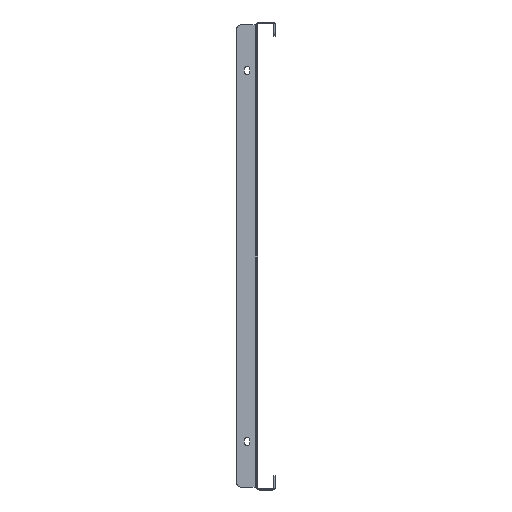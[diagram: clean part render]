
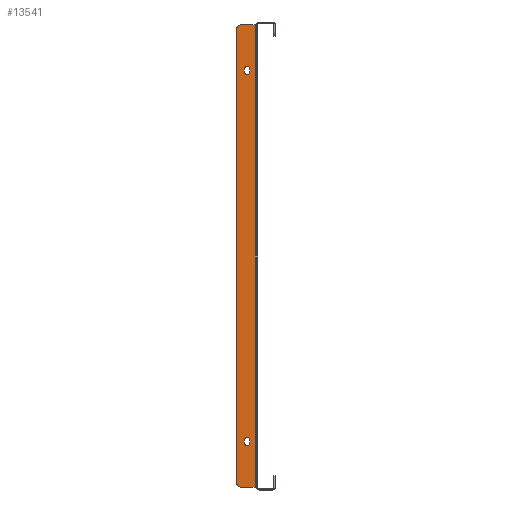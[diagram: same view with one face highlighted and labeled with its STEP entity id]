
A CAD part, left-side view. The second image highlights one B-rep face of the part: STEP entity #13541.
In plain terms, the highlighted planar face has unit normal (-1, 0, 0).
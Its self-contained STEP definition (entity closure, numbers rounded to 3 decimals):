
#35 = ORIENTED_EDGE ( 'NONE', *, *, #17022, .F. ) ;
#707 = EDGE_LOOP ( 'NONE', ( #35, #1783, #1896, #5114, #22701, #25213 ) ) ;
#731 = VERTEX_POINT ( 'NONE', #18165 ) ;
#1382 = ORIENTED_EDGE ( 'NONE', *, *, #4126, .F. ) ;
#1783 = ORIENTED_EDGE ( 'NONE', *, *, #25549, .T. ) ;
#1896 = ORIENTED_EDGE ( 'NONE', *, *, #34105, .F. ) ;
#2278 = CARTESIAN_POINT ( 'NONE',  ( -546., 0., 245.5 ) ) ;
#2513 = CARTESIAN_POINT ( 'NONE',  ( -546., 16., -245.5 ) ) ;
#2635 = DIRECTION ( 'NONE',  ( 0., -1., 0. ) ) ;
#2762 = CARTESIAN_POINT ( 'NONE',  ( -546., 21., -245.5 ) ) ;
#4020 = CARTESIAN_POINT ( 'NONE',  ( -546., 16., 245.5 ) ) ;
#4043 = VECTOR ( 'NONE', #5069, 1000. ) ;
#4126 = EDGE_CURVE ( 'NONE', #23594, #10418, #11396, .T. ) ;
#4624 = ORIENTED_EDGE ( 'NONE', *, *, #21681, .F. ) ;
#4710 = CARTESIAN_POINT ( 'NONE',  ( -546., 12.75, -195.25 ) ) ;
#4807 = EDGE_CURVE ( 'NONE', #10418, #9358, #18433, .T. ) ;
#5069 = DIRECTION ( 'NONE',  ( 0., 1., 0. ) ) ;
#5114 = ORIENTED_EDGE ( 'NONE', *, *, #9684, .T. ) ;
#5462 = VECTOR ( 'NONE', #23340, 1000. ) ;
#5672 = CARTESIAN_POINT ( 'NONE',  ( -546., 10., -195.25 ) ) ;
#5927 = VECTOR ( 'NONE', #17051, 1000. ) ;
#6080 = CARTESIAN_POINT ( 'NONE',  ( -546., 7.25, -198.75 ) ) ;
#6212 = CARTESIAN_POINT ( 'NONE',  ( -546., 12.75, -195.25 ) ) ;
#6321 = CARTESIAN_POINT ( 'NONE',  ( -546., 10., -198.75 ) ) ;
#6841 = CARTESIAN_POINT ( 'NONE',  ( -546., 10., 195.25 ) ) ;
#6850 = VECTOR ( 'NONE', #26599, 1000. ) ;
#7029 = CARTESIAN_POINT ( 'NONE',  ( -546., 7.25, 198.75 ) ) ;
#7108 = ORIENTED_EDGE ( 'NONE', *, *, #4807, .F. ) ;
#7226 = VERTEX_POINT ( 'NONE', #4020 ) ;
#7487 = VECTOR ( 'NONE', #10030, 1000. ) ;
#7505 = CARTESIAN_POINT ( 'NONE',  ( -546., 16., 240.5 ) ) ;
#7926 = EDGE_CURVE ( 'NONE', #22914, #31287, #13873, .T. ) ;
#8096 = LINE ( 'NONE', #2762, #4043 ) ;
#8878 = DIRECTION ( 'NONE',  ( 0., 1., 0. ) ) ;
#9036 = CARTESIAN_POINT ( 'NONE',  ( -546., 7.25, 195.25 ) ) ;
#9087 = CARTESIAN_POINT ( 'NONE',  ( -546., 1.5, 245.5 ) ) ;
#9358 = VERTEX_POINT ( 'NONE', #22935 ) ;
#9473 = DIRECTION ( 'NONE',  ( 0., 0., 1. ) ) ;
#9508 = EDGE_LOOP ( 'NONE', ( #4624, #12193, #10846, #14866 ) ) ;
#9519 = CARTESIAN_POINT ( 'NONE',  ( -546., 21., 245.5 ) ) ;
#9556 = VERTEX_POINT ( 'NONE', #6212 ) ;
#9684 = EDGE_CURVE ( 'NONE', #24172, #10713, #21941, .T. ) ;
#9685 = AXIS2_PLACEMENT_3D ( 'NONE', #21946, #32432, #2635 ) ;
#9855 = CIRCLE ( 'NONE', #12668, 5. ) ;
#10030 = DIRECTION ( 'NONE',  ( 0., 0., 1. ) ) ;
#10418 = VERTEX_POINT ( 'NONE', #6080 ) ;
#10713 = VERTEX_POINT ( 'NONE', #2513 ) ;
#10765 = AXIS2_PLACEMENT_3D ( 'NONE', #33611, #31931, #9473 ) ;
#10846 = ORIENTED_EDGE ( 'NONE', *, *, #33199, .F. ) ;
#11286 = VERTEX_POINT ( 'NONE', #19284 ) ;
#11396 = CIRCLE ( 'NONE', #15908, 2.75 ) ;
#11630 = EDGE_LOOP ( 'NONE', ( #29147, #7108, #1382, #17266 ) ) ;
#11647 = AXIS2_PLACEMENT_3D ( 'NONE', #5672, #14354, #8878 ) ;
#11941 = FACE_BOUND ( 'NONE', #11630, .T. ) ;
#12193 = ORIENTED_EDGE ( 'NONE', *, *, #18602, .F. ) ;
#12615 = VECTOR ( 'NONE', #17892, 1000. ) ;
#12668 = AXIS2_PLACEMENT_3D ( 'NONE', #7505, #15455, #14939 ) ;
#12851 = LINE ( 'NONE', #9519, #7487 ) ;
#12993 = CIRCLE ( 'NONE', #23847, 2.75 ) ;
#13089 = CARTESIAN_POINT ( 'NONE',  ( -546., 12.75, 195.25 ) ) ;
#13541 = ADVANCED_FACE ( 'NONE', ( #23759, #11941, #21103 ), #22772, .T. ) ;
#13660 = VERTEX_POINT ( 'NONE', #14333 ) ;
#13873 = LINE ( 'NONE', #27538, #5927 ) ;
#14333 = CARTESIAN_POINT ( 'NONE',  ( -546., 12.75, 195.25 ) ) ;
#14354 = DIRECTION ( 'NONE',  ( -1., 0., 0. ) ) ;
#14401 = CARTESIAN_POINT ( 'NONE',  ( -546., 21., -240.5 ) ) ;
#14647 = CARTESIAN_POINT ( 'NONE',  ( -546., 21., 240.5 ) ) ;
#14866 = ORIENTED_EDGE ( 'NONE', *, *, #27129, .F. ) ;
#14939 = DIRECTION ( 'NONE',  ( 0., 0., 1. ) ) ;
#15455 = DIRECTION ( 'NONE',  ( -1., 0., 0. ) ) ;
#15760 = CARTESIAN_POINT ( 'NONE',  ( -546., 7.25, -195.25 ) ) ;
#15787 = EDGE_CURVE ( 'NONE', #22914, #10713, #8096, .T. ) ;
#15908 = AXIS2_PLACEMENT_3D ( 'NONE', #6321, #23160, #28826 ) ;
#17022 = EDGE_CURVE ( 'NONE', #7226, #31287, #26582, .T. ) ;
#17051 = DIRECTION ( 'NONE',  ( 0., 0., 1. ) ) ;
#17266 = ORIENTED_EDGE ( 'NONE', *, *, #27697, .F. ) ;
#17352 = DIRECTION ( 'NONE',  ( 0., 0., 1. ) ) ;
#17651 = DIRECTION ( 'NONE',  ( -1., 0., 0. ) ) ;
#17880 = VECTOR ( 'NONE', #17352, 1000. ) ;
#17892 = DIRECTION ( 'NONE',  ( 0., -1., 0. ) ) ;
#18165 = CARTESIAN_POINT ( 'NONE',  ( -546., 7.25, 195.25 ) ) ;
#18394 = EDGE_CURVE ( 'NONE', #9358, #9556, #34874, .T. ) ;
#18433 = LINE ( 'NONE', #15760, #6850 ) ;
#18602 = EDGE_CURVE ( 'NONE', #11286, #13660, #18934, .T. ) ;
#18934 = LINE ( 'NONE', #13089, #21296 ) ;
#19284 = CARTESIAN_POINT ( 'NONE',  ( -546., 12.75, 198.75 ) ) ;
#20730 = CARTESIAN_POINT ( 'NONE',  ( -546., 1.5, -245.5 ) ) ;
#21103 = FACE_OUTER_BOUND ( 'NONE', #707, .T. ) ;
#21296 = VECTOR ( 'NONE', #24270, 1000. ) ;
#21681 = EDGE_CURVE ( 'NONE', #13660, #731, #12993, .T. ) ;
#21941 = CIRCLE ( 'NONE', #32716, 5. ) ;
#21946 = CARTESIAN_POINT ( 'NONE',  ( -546., 10., 198.75 ) ) ;
#22000 = DIRECTION ( 'NONE',  ( -1., 0., 0. ) ) ;
#22358 = CARTESIAN_POINT ( 'NONE',  ( -546., 16., -240.5 ) ) ;
#22701 = ORIENTED_EDGE ( 'NONE', *, *, #15787, .F. ) ;
#22772 = PLANE ( 'NONE',  #10765 ) ;
#22914 = VERTEX_POINT ( 'NONE', #20730 ) ;
#22935 = CARTESIAN_POINT ( 'NONE',  ( -546., 7.25, -195.25 ) ) ;
#23160 = DIRECTION ( 'NONE',  ( -1., 0., 0. ) ) ;
#23340 = DIRECTION ( 'NONE',  ( 0., 0., -1. ) ) ;
#23594 = VERTEX_POINT ( 'NONE', #32392 ) ;
#23759 = FACE_BOUND ( 'NONE', #9508, .T. ) ;
#23847 = AXIS2_PLACEMENT_3D ( 'NONE', #6841, #17651, #28493 ) ;
#24172 = VERTEX_POINT ( 'NONE', #14401 ) ;
#24270 = DIRECTION ( 'NONE',  ( 0., 0., -1. ) ) ;
#25213 = ORIENTED_EDGE ( 'NONE', *, *, #7926, .T. ) ;
#25549 = EDGE_CURVE ( 'NONE', #7226, #28820, #9855, .T. ) ;
#25560 = CIRCLE ( 'NONE', #9685, 2.75 ) ;
#26582 = LINE ( 'NONE', #2278, #12615 ) ;
#26599 = DIRECTION ( 'NONE',  ( 0., 0., 1. ) ) ;
#27129 = EDGE_CURVE ( 'NONE', #731, #34156, #33342, .T. ) ;
#27505 = DIRECTION ( 'NONE',  ( 0., 0., 1. ) ) ;
#27538 = CARTESIAN_POINT ( 'NONE',  ( -546., 1.5, 0. ) ) ;
#27697 = EDGE_CURVE ( 'NONE', #9556, #23594, #29012, .T. ) ;
#28493 = DIRECTION ( 'NONE',  ( 0., -1., 0. ) ) ;
#28820 = VERTEX_POINT ( 'NONE', #14647 ) ;
#28826 = DIRECTION ( 'NONE',  ( 0., 1., 0. ) ) ;
#29012 = LINE ( 'NONE', #4710, #5462 ) ;
#29147 = ORIENTED_EDGE ( 'NONE', *, *, #18394, .F. ) ;
#31287 = VERTEX_POINT ( 'NONE', #9087 ) ;
#31931 = DIRECTION ( 'NONE',  ( -1., 0., 0. ) ) ;
#32392 = CARTESIAN_POINT ( 'NONE',  ( -546., 12.75, -198.75 ) ) ;
#32432 = DIRECTION ( 'NONE',  ( -1., 0., 0. ) ) ;
#32716 = AXIS2_PLACEMENT_3D ( 'NONE', #22358, #22000, #27505 ) ;
#33199 = EDGE_CURVE ( 'NONE', #34156, #11286, #25560, .T. ) ;
#33342 = LINE ( 'NONE', #9036, #17880 ) ;
#33611 = CARTESIAN_POINT ( 'NONE',  ( -546., 0., 0. ) ) ;
#34105 = EDGE_CURVE ( 'NONE', #24172, #28820, #12851, .T. ) ;
#34156 = VERTEX_POINT ( 'NONE', #7029 ) ;
#34874 = CIRCLE ( 'NONE', #11647, 2.75 ) ;
